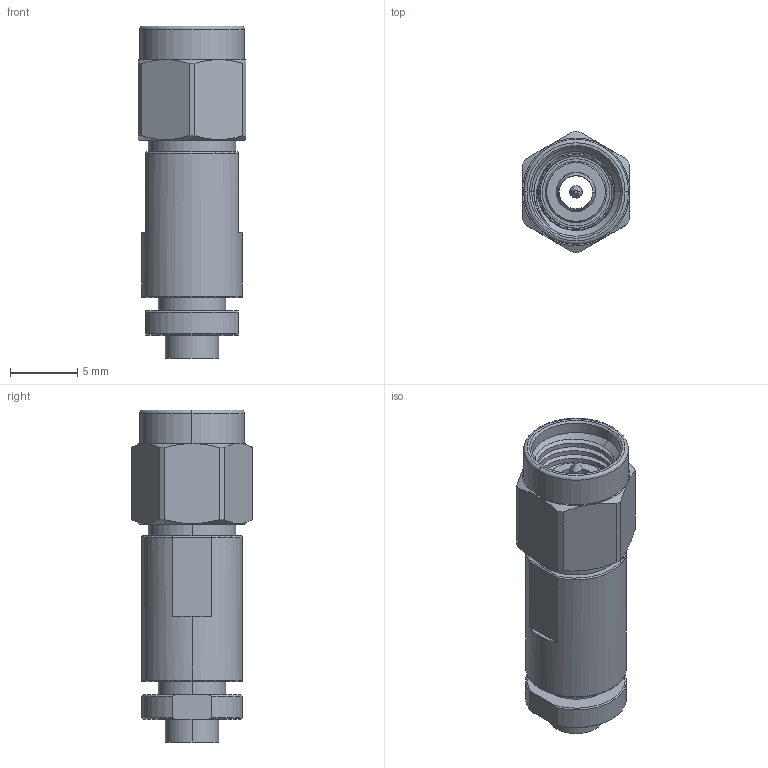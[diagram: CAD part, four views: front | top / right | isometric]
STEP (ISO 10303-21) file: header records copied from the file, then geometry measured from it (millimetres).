
FILE_DESCRIPTION (( 'STEP AP214' ), '1' );
FILE_NAME ('30K-041-HP3-HA.STEP', '2025-08-08T10:40:17', ( '' ), ( '' ), 'SwSTEP 2.0', 'SolidWorks 2025', '' );
FILE_SCHEMA (( 'AUTOMOTIVE_DESIGN' ));
Length unit declared in the file: millimetre
Products named in the file (1): 30K-041-HP3-HA
Bounding box: 8 x 9 x 24.7 mm (x, y, z)
Surface area: 1274.6 mm2 (no closed solid volume)
Topology: 0 solids, 6 shells, 119 faces, 309 edges, 201 vertices
Faces by surface type: cylinder 57, cone 29, plane 23, torus 6, bspline 4
Entity records: 5652 total; most frequent: CARTESIAN_POINT 2950, ORIENTED_EDGE 554, DIRECTION 545, EDGE_CURVE 309, AXIS2_PLACEMENT_3D 225, VERTEX_POINT 201, EDGE_LOOP 131, ADVANCED_FACE 119
